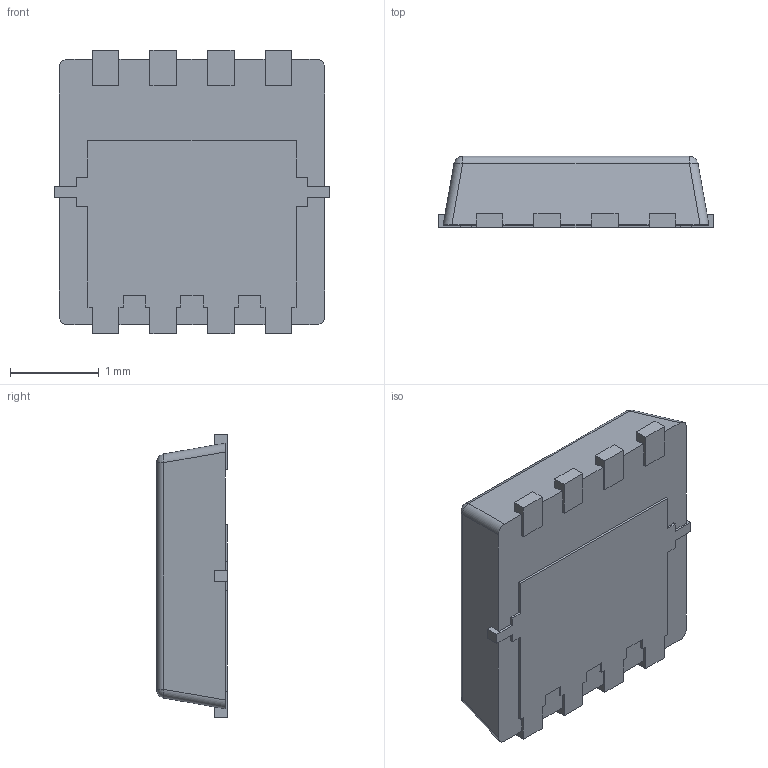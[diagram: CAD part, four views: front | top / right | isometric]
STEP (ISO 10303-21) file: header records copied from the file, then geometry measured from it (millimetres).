
FILE_DESCRIPTION (( 'STEP AP214' ), '1' );
FILE_NAME ('D3CC5A09-1122-4D20-A1A3-D417DC7D4CE5.STEP', '2022-07-02T22:37:48', ( '' ), ( '' ), 'SwSTEP 2.0', 'SolidWorks 2022', '' );
FILE_SCHEMA (( 'AUTOMOTIVE_DESIGN' ));
Length unit declared in the file: millimetre
Products named in the file (1): D3CC5A09-1122-4D20-A1A3-D417DC7D4CE5
Bounding box: 3.1 x 0.8 x 3.2 mm (x, y, z)
Volume: 6.5 mm3; surface area: 40 mm2
Topology: 7 solids, 7 shells, 163 faces, 436 edges, 284 vertices
Faces by surface type: plane 147, cylinder 12, sphere 4
Entity records: 6831 total; most frequent: CARTESIAN_POINT 892, ORIENTED_EDGE 864, DIRECTION 776, EDGE_CURVE 432, LINE 408, VECTOR 408, VERTEX_POINT 284, AXIS2_PLACEMENT_3D 184
